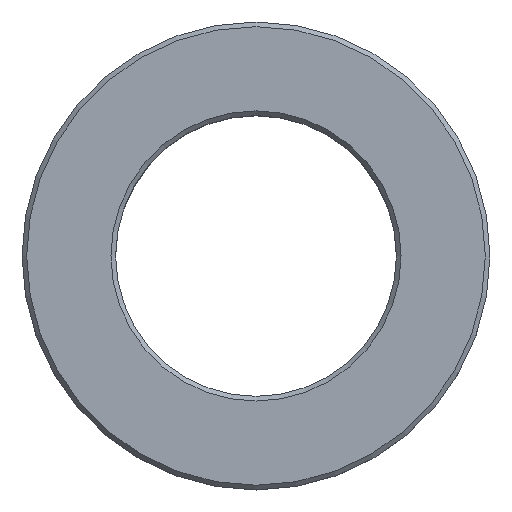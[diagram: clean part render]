
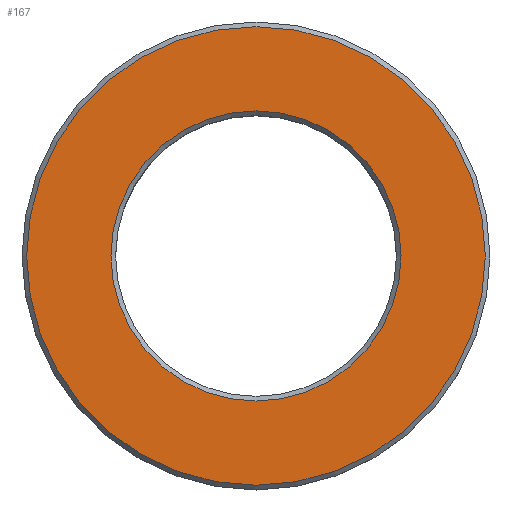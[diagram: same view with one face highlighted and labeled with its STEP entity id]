
A CAD part, top view. The second image highlights one B-rep face of the part: STEP entity #167.
In plain terms, the highlighted planar face has unit normal (0, 0, 1).
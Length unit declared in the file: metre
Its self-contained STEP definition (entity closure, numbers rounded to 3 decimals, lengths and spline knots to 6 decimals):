
#167=ADVANCED_FACE('',(#211,#212),#213,.T.);
#211=FACE_BOUND('',#3355,.T.);
#212=FACE_OUTER_BOUND('',#3356,.T.);
#213=PLANE('',#3357);
#3355=EDGE_LOOP('',(#6538));
#3356=EDGE_LOOP('',(#6539));
#3357=AXIS2_PLACEMENT_3D('',#6540,#6541,#6542);
#6538=ORIENTED_EDGE('',*,*,#6575,.T.);
#6539=ORIENTED_EDGE('',*,*,#6566,.F.);
#6540=CARTESIAN_POINT('',(0.0245,0.0,0.02));
#6541=DIRECTION('',(0.0,0.,1.0));
#6542=DIRECTION('',(0.0,-1.0,0.));
#6566=EDGE_CURVE('',#6600,#6600,#6601,.T.);
#6575=EDGE_CURVE('',#6618,#6618,#6619,.T.);
#6600=VERTEX_POINT('',#6870);
#6601=CIRCLE('',#6871,0.0245);
#6618=VERTEX_POINT('',#6888);
#6619=CIRCLE('',#6889,0.0155);
#6870=CARTESIAN_POINT('',(0.0,0.0245,0.02));
#6871=AXIS2_PLACEMENT_3D('',#6912,#6913,#6914);
#6888=CARTESIAN_POINT('',(0.0,0.0155,0.02));
#6889=AXIS2_PLACEMENT_3D('',#6939,#6940,#6941);
#6912=CARTESIAN_POINT('',(0.0,0.0,0.02));
#6913=DIRECTION('',(0.0,0.,-1.0));
#6914=DIRECTION('',(0.0,1.0,0.));
#6939=CARTESIAN_POINT('',(0.0,0.0,0.02));
#6940=DIRECTION('',(0.0,0.,-1.0));
#6941=DIRECTION('',(0.0,1.0,0.));
